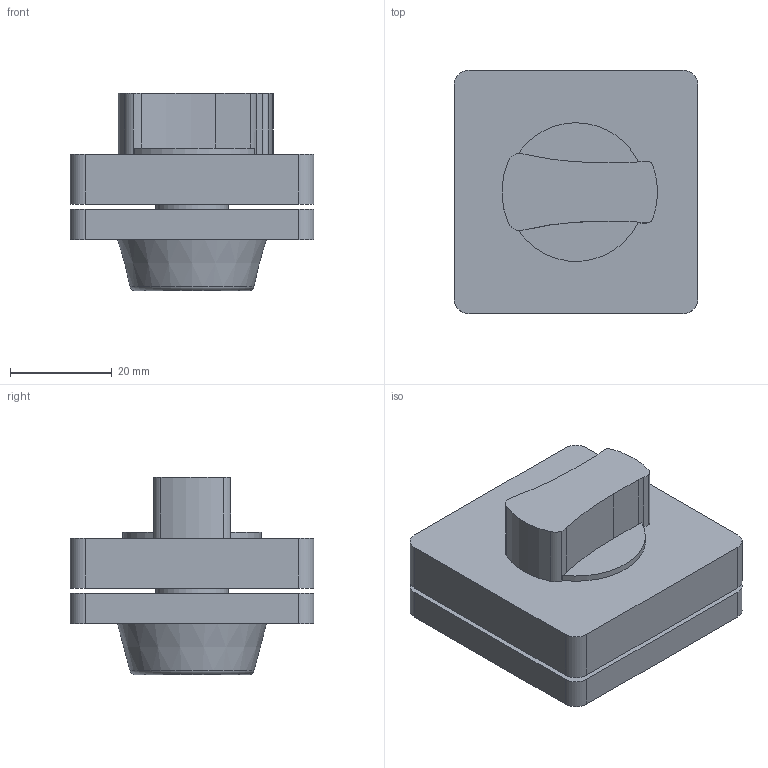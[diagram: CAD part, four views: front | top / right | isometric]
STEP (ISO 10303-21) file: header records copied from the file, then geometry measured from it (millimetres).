
FILE_DESCRIPTION(/* description */ (''),/* implementation_level */ '2;1');
FILE_NAME(/* name */ '3d_GAX68B.stp',/* time_stamp */ '2016-11-14T06:59:26+01:00',/* author */ ('Andrzej'),/* organization */ (''),/* preprocessor_version */ 'ST-DEVELOPER v15.5',/* originating_system */ 'AutoCAD Mechanical',/* authorisation */ '');
FILE_SCHEMA (('AUTOMOTIVE_DESIGN { 1 0 10303 214 3 1 1 }'));
Length unit declared in the file: millimetre
Products named in the file (1): Product
Bounding box: 48 x 47.95 x 38.8 mm (x, y, z)
Volume: 46782 mm3; surface area: 15472.7 mm2
Topology: 4 solids, 4 shells, 50 faces, 126 edges, 83 vertices
Faces by surface type: cylinder 27, plane 19, cone 3, torus 1
Full cylindrical faces by diameter (mm): 14.4 x1
Entity records: 1506 total; most frequent: DIRECTION 282, CARTESIAN_POINT 251, ORIENTED_EDGE 238, EDGE_CURVE 119, AXIS2_PLACEMENT_3D 112, VERTEX_POINT 81, CIRCLE 61, LINE 58
